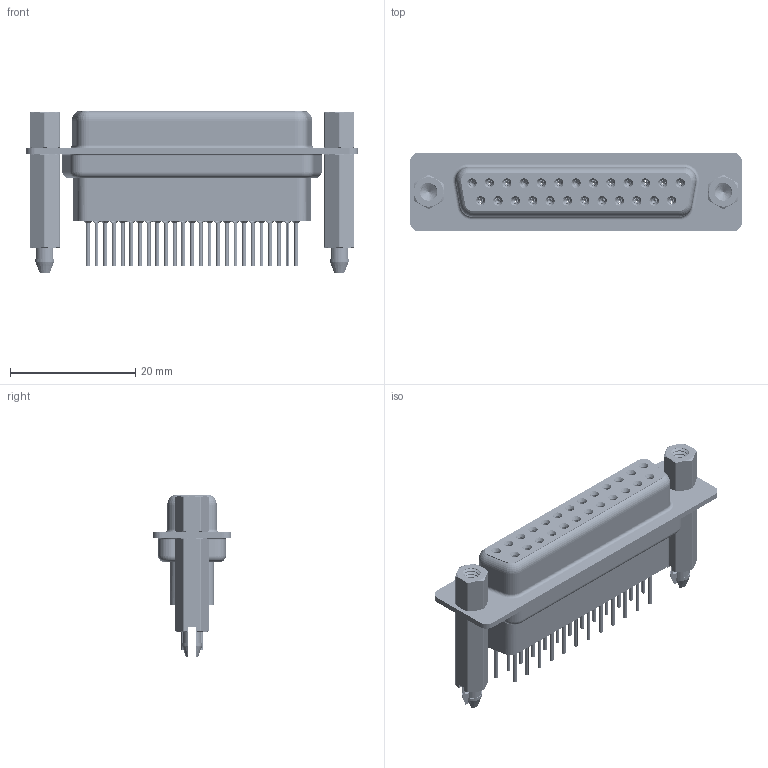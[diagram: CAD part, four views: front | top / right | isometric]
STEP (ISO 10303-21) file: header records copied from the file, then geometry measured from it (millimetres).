
FILE_DESCRIPTION (( 'STEP AP203' ), '1' );
FILE_NAME ('628-025-681-277.STEP', '2020-07-14T16:37:22', ( '' ), ( '' ), 'SwSTEP 2.0', 'SolidWorks 2020', '' );
FILE_SCHEMA (( 'CONFIG_CONTROL_DESIGN' ));
Length unit declared in the file: millimetre
Products named in the file (8): 628-025-681-277; 628 4-40 Hex Standoff; 628 Contact Row 1_71; 628 Housing_25 HP; 628 Contact Row 2_71; 628 Shell Front_25 Contacts; 628 4-40 Threaded Boardlock_HP81; 628 Shell Rear_25 Contacts
Assembly tree (32 placements, depth 2):
  628-025-681-277
    628 Housing_25 HP
    628 Shell Front_25 Contacts
    628 Shell Rear_25 Contacts
    628 Contact Row 1_71  x13
    628 Contact Row 2_71  x12
    628 4-40 Hex Standoff  x2
    628 4-40 Threaded Boardlock_HP81  x2
Bounding box: 53 x 12.6 x 25.9 mm (x, y, z)
Volume: 5612.1 mm3; surface area: 12886.8 mm2
Topology: 32 solids, 32 shells, 3554 faces, 9165 edges, 5734 vertices
Faces by surface type: cylinder 1066, plane 896, torus 663, bspline 518, cone 411
Entity records: 33744 total; most frequent: CARTESIAN_POINT 11298, DIRECTION 4509, ORIENTED_EDGE 4332, EDGE_CURVE 2166, AXIS2_PLACEMENT_3D 1870, VERTEX_POINT 1374, EDGE_LOOP 1040, CIRCLE 993
